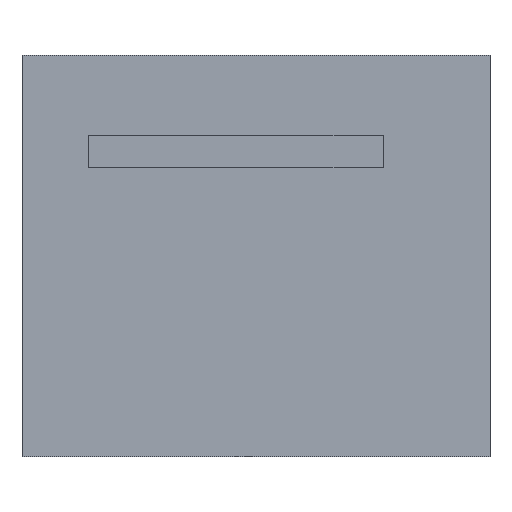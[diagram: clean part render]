
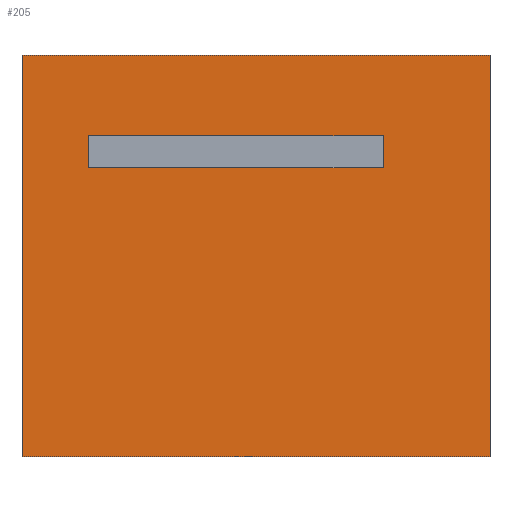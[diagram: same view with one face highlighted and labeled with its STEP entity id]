
A CAD part, left-side view. The second image highlights one B-rep face of the part: STEP entity #205.
In plain terms, the highlighted planar face has unit normal (-1, 0, 0).
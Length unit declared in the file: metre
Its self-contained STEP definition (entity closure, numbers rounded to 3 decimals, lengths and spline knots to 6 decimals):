
#205 = ADVANCED_FACE( '', ( #483, #484 ), #485, .F. );
#483 = FACE_OUTER_BOUND( '', #857, .T. );
#484 = FACE_BOUND( '', #858, .T. );
#485 = PLANE( '', #859 );
#857 = EDGE_LOOP( '', ( #1283, #1284, #1285, #1286 ) );
#858 = EDGE_LOOP( '', ( #1287, #1288, #1289, #1290 ) );
#859 = AXIS2_PLACEMENT_3D( '', #1291, #1292, #1293 );
#1283 = ORIENTED_EDGE( '', *, *, #2193, .T. );
#1284 = ORIENTED_EDGE( '', *, *, #2194, .F. );
#1285 = ORIENTED_EDGE( '', *, *, #2195, .F. );
#1286 = ORIENTED_EDGE( '', *, *, #2196, .T. );
#1287 = ORIENTED_EDGE( '', *, *, #2197, .F. );
#1288 = ORIENTED_EDGE( '', *, *, #2198, .T. );
#1289 = ORIENTED_EDGE( '', *, *, #2199, .T. );
#1290 = ORIENTED_EDGE( '', *, *, #2200, .F. );
#1291 = CARTESIAN_POINT( '', ( 0., -0.00875, 0.015 ) );
#1292 = DIRECTION( '', ( 1., 0., 0. ) );
#1293 = DIRECTION( '', ( 0., 0., -1. ) );
#2193 = EDGE_CURVE( '', #2641, #2642, #2643, .T. );
#2194 = EDGE_CURVE( '', #2644, #2642, #2645, .T. );
#2195 = EDGE_CURVE( '', #2646, #2644, #2647, .T. );
#2196 = EDGE_CURVE( '', #2646, #2641, #2648, .T. );
#2197 = EDGE_CURVE( '', #2649, #2650, #2651, .T. );
#2198 = EDGE_CURVE( '', #2649, #2652, #2653, .T. );
#2199 = EDGE_CURVE( '', #2652, #2654, #2655, .T. );
#2200 = EDGE_CURVE( '', #2650, #2654, #2656, .T. );
#2641 = VERTEX_POINT( '', #3278 );
#2642 = VERTEX_POINT( '', #3279 );
#2643 = LINE( '', #3280, #3281 );
#2644 = VERTEX_POINT( '', #3282 );
#2645 = LINE( '', #3283, #3284 );
#2646 = VERTEX_POINT( '', #3285 );
#2647 = LINE( '', #3286, #3287 );
#2648 = LINE( '', #3288, #3289 );
#2649 = VERTEX_POINT( '', #3290 );
#2650 = VERTEX_POINT( '', #3291 );
#2651 = LINE( '', #3292, #3293 );
#2652 = VERTEX_POINT( '', #3294 );
#2653 = LINE( '', #3295, #3296 );
#2654 = VERTEX_POINT( '', #3297 );
#2655 = LINE( '', #3298, #3299 );
#2656 = LINE( '', #3300, #3301 );
#3278 = CARTESIAN_POINT( '', ( 0., 0., 0. ) );
#3279 = CARTESIAN_POINT( '', ( 0., -0.0175, 0. ) );
#3280 = CARTESIAN_POINT( '', ( 0., -0.00875, 0. ) );
#3281 = VECTOR( '', #3953, 1. );
#3282 = CARTESIAN_POINT( '', ( 0., -0.0175, 0.015 ) );
#3283 = CARTESIAN_POINT( '', ( 0., -0.0175, 0.015 ) );
#3284 = VECTOR( '', #3954, 1. );
#3285 = CARTESIAN_POINT( '', ( 0., 0., 0.015 ) );
#3286 = CARTESIAN_POINT( '', ( 0., -0.00875, 0.015 ) );
#3287 = VECTOR( '', #3955, 1. );
#3288 = CARTESIAN_POINT( '', ( 0., 0., 0.015 ) );
#3289 = VECTOR( '', #3956, 1. );
#3290 = CARTESIAN_POINT( '', ( 0., -0.0025, 0.012 ) );
#3291 = CARTESIAN_POINT( '', ( 0., -0.0025, 0.0108 ) );
#3292 = CARTESIAN_POINT( '', ( 0., -0.0025, 0.0114 ) );
#3293 = VECTOR( '', #3957, 1. );
#3294 = CARTESIAN_POINT( '', ( 0., -0.0135, 0.012 ) );
#3295 = CARTESIAN_POINT( '', ( 0., -0.008, 0.012 ) );
#3296 = VECTOR( '', #3958, 1. );
#3297 = CARTESIAN_POINT( '', ( 0., -0.0135, 0.0108 ) );
#3298 = CARTESIAN_POINT( '', ( 0., -0.0135, 0.0114 ) );
#3299 = VECTOR( '', #3959, 1. );
#3300 = CARTESIAN_POINT( '', ( 0., -0.008, 0.0108 ) );
#3301 = VECTOR( '', #3960, 1. );
#3953 = DIRECTION( '', ( 0., -1., 0. ) );
#3954 = DIRECTION( '', ( 0., 0., -1. ) );
#3955 = DIRECTION( '', ( 0., -1., 0. ) );
#3956 = DIRECTION( '', ( 0., 0., -1. ) );
#3957 = DIRECTION( '', ( 0., 0., -1. ) );
#3958 = DIRECTION( '', ( 0., -1., 0. ) );
#3959 = DIRECTION( '', ( 0., 0., -1. ) );
#3960 = DIRECTION( '', ( 0., -1., 0. ) );
